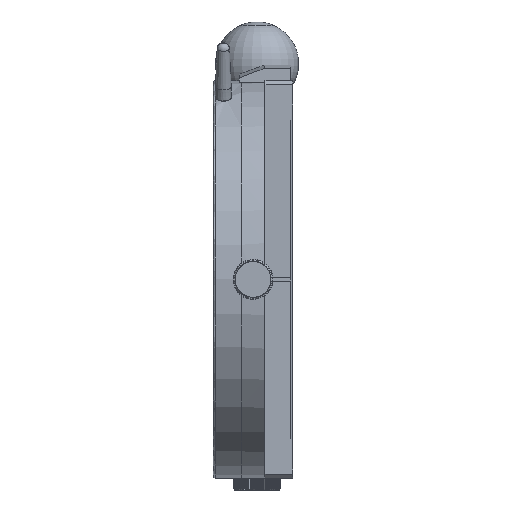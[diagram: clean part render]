
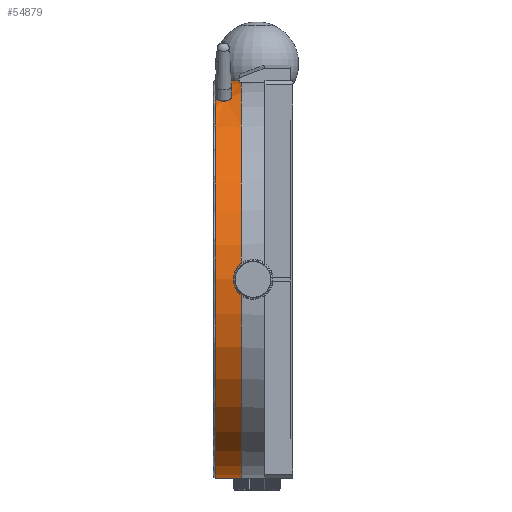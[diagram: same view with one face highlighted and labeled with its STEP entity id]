
A CAD part, left-side view. The second image highlights one B-rep face of the part: STEP entity #54879.
In plain terms, the highlighted cylindrical face has radius 50 mm (diameter 100 mm), a full revolution.
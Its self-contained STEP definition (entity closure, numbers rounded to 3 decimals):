
#3623 = CARTESIAN_POINT ( 'NONE',  ( -20.266, 18.293, 45.709 ) ) ;
#4005 = FACE_OUTER_BOUND ( 'NONE', #41575, .T. ) ;
#4495 = DIRECTION ( 'NONE',  ( 0., -1., 0. ) ) ;
#5034 = CARTESIAN_POINT ( 'NONE',  ( -20.266, 18.293, 45.709 ) ) ;
#5554 = CARTESIAN_POINT ( 'NONE',  ( -20.742, 18.679, 45.495 ) ) ;
#7103 = AXIS2_PLACEMENT_3D ( 'NONE', #19090, #4495, #62539 ) ;
#8045 = DIRECTION ( 'NONE',  ( -1., 0., 0. ) ) ;
#9978 = CARTESIAN_POINT ( 'NONE',  ( -20.308, 16.639, 45.69 ) ) ;
#11420 = CARTESIAN_POINT ( 'NONE',  ( -22.207, 17.944, 44.798 ) ) ;
#11886 = CARTESIAN_POINT ( 'NONE',  ( -21.333, 18.742, 45.221 ) ) ;
#11917 = DIRECTION ( 'NONE',  ( 0., 1., 0. ) ) ;
#12838 = CARTESIAN_POINT ( 'NONE',  ( -21.109, 16.241, 45.326 ) ) ;
#13314 = CARTESIAN_POINT ( 'NONE',  ( -22.279, 17.458, 44.762 ) ) ;
#15377 = CARTESIAN_POINT ( 'NONE',  ( 0., 13., 0. ) ) ;
#18202 = VERTEX_POINT ( 'NONE', #40140 ) ;
#19090 = CARTESIAN_POINT ( 'NONE',  ( 0., -50., 0. ) ) ;
#19197 = CARTESIAN_POINT ( 'NONE',  ( -22.172, 16.983, 44.815 ) ) ;
#19662 = CARTESIAN_POINT ( 'NONE',  ( -21.547, 16.322, 45.119 ) ) ;
#24092 = VERTEX_POINT ( 'NONE', #24572 ) ;
#24572 = CARTESIAN_POINT ( 'NONE',  ( -50., 19.5, 0. ) ) ;
#24612 = CARTESIAN_POINT ( 'NONE',  ( -20.171, 18.166, 45.751 ) ) ;
#26021 = CARTESIAN_POINT ( 'NONE',  ( -20.106, 16.984, 45.779 ) ) ;
#27464 = CARTESIAN_POINT ( 'NONE',  ( -21.922, 16.581, 44.938 ) ) ;
#28441 = CARTESIAN_POINT ( 'NONE',  ( -22.25, 17.786, 44.776 ) ) ;
#29056 = ORIENTED_EDGE ( 'NONE', *, *, #78017, .T. ) ;
#31119 = DIRECTION ( 'NONE',  ( -1., 0., 0. ) ) ;
#31911 = CARTESIAN_POINT ( 'NONE',  ( -20.034, 17.215, 45.811 ) ) ;
#33325 = CARTESIAN_POINT ( 'NONE',  ( -19.997, 17.54, 45.827 ) ) ;
#34034 = EDGE_CURVE ( 'NONE', #24092, #24092, #96103, .T. ) ;
#34787 = CARTESIAN_POINT ( 'NONE',  ( -20.266, 18.293, 45.709 ) ) ;
#35269 = CARTESIAN_POINT ( 'NONE',  ( -20.479, 18.525, 45.614 ) ) ;
#35824 = EDGE_LOOP ( 'NONE', ( #76680 ) ) ;
#38774 = CARTESIAN_POINT ( 'NONE',  ( -20.212, 16.767, 45.733 ) ) ;
#39613 = B_SPLINE_CURVE_WITH_KNOTS ( 'NONE', 3,
 ( #3623, #24612, #69013, #54359, #33325, #75818, #31911, #63113, #26021, #38774, #9978, #68546, #86486, #94326, #12838, #87452, #19662, #49432, #27464, #42586, #72349, #19197, #57228, #48950, #13314, #28441, #11420, #50400, #43063, #41136, #86968, #11886, #87936, #48469, #5554, #35269, #42102, #34787 ),
 .UNSPECIFIED., .T., .F.,
 ( 4, 2, 2, 2, 2, 2, 2, 2, 2, 2, 2, 2, 2, 2, 2, 2, 2, 2, 4 ),
 ( 0., 0., 0.001, 0.001, 0.001, 0.002, 0.002, 0.003, 0.003, 0.004, 0.004, 0.004, 0.005, 0.005, 0.006, 0.006, 0.007, 0.007, 0.008 ),
 .UNSPECIFIED. ) ;
#40140 = CARTESIAN_POINT ( 'NONE',  ( -50., 13., 0. ) ) ;
#41136 = CARTESIAN_POINT ( 'NONE',  ( -21.747, 18.569, 45.023 ) ) ;
#41575 = EDGE_LOOP ( 'NONE', ( #29056 ) ) ;
#41998 = FACE_OUTER_BOUND ( 'NONE', #82172, .T. ) ;
#42102 = CARTESIAN_POINT ( 'NONE',  ( -20.362, 18.421, 45.666 ) ) ;
#42586 = CARTESIAN_POINT ( 'NONE',  ( -22.062, 16.77, 44.87 ) ) ;
#43063 = CARTESIAN_POINT ( 'NONE',  ( -21.974, 18.362, 44.913 ) ) ;
#45114 = DIRECTION ( 'NONE',  ( 0., 1., 0. ) ) ;
#45826 = ORIENTED_EDGE ( 'NONE', *, *, #34034, .F. ) ;
#48469 = CARTESIAN_POINT ( 'NONE',  ( -20.888, 18.727, 45.428 ) ) ;
#48950 = CARTESIAN_POINT ( 'NONE',  ( -22.264, 17.293, 44.769 ) ) ;
#49432 = CARTESIAN_POINT ( 'NONE',  ( -21.806, 16.475, 44.995 ) ) ;
#50400 = CARTESIAN_POINT ( 'NONE',  ( -22.069, 18.233, 44.866 ) ) ;
#54359 = CARTESIAN_POINT ( 'NONE',  ( -20.012, 17.707, 45.821 ) ) ;
#54879 = ADVANCED_FACE ( 'NONE', ( #70782, #4005, #41998 ), #78558, .T. ) ;
#56691 = VERTEX_POINT ( 'NONE', #5034 ) ;
#57228 = CARTESIAN_POINT ( 'NONE',  ( -22.2, 17.058, 44.801 ) ) ;
#62539 = DIRECTION ( 'NONE',  ( -1., 0., 0. ) ) ;
#63113 = CARTESIAN_POINT ( 'NONE',  ( -20.077, 17.059, 45.792 ) ) ;
#68376 = EDGE_CURVE ( 'NONE', #56691, #56691, #39613, .T. ) ;
#68546 = CARTESIAN_POINT ( 'NONE',  ( -20.54, 16.43, 45.586 ) ) ;
#69013 = CARTESIAN_POINT ( 'NONE',  ( -20.099, 18.018, 45.783 ) ) ;
#70782 = FACE_BOUND ( 'NONE', #35824, .T. ) ;
#70988 = AXIS2_PLACEMENT_3D ( 'NONE', #15377, #45114, #8045 ) ;
#72349 = CARTESIAN_POINT ( 'NONE',  ( -22.103, 16.839, 44.849 ) ) ;
#72659 = AXIS2_PLACEMENT_3D ( 'NONE', #91113, #11917, #31119 ) ;
#75818 = CARTESIAN_POINT ( 'NONE',  ( -20.019, 17.297, 45.818 ) ) ;
#76680 = ORIENTED_EDGE ( 'NONE', *, *, #68376, .T. ) ;
#78017 = EDGE_CURVE ( 'NONE', #18202, #18202, #88137, .T. ) ;
#78558 = CYLINDRICAL_SURFACE ( 'NONE', #7103, 50. ) ;
#82172 = EDGE_LOOP ( 'NONE', ( #45826 ) ) ;
#86486 = CARTESIAN_POINT ( 'NONE',  ( -20.673, 16.352, 45.526 ) ) ;
#86968 = CARTESIAN_POINT ( 'NONE',  ( -21.614, 18.648, 45.087 ) ) ;
#87452 = CARTESIAN_POINT ( 'NONE',  ( -21.402, 16.273, 45.188 ) ) ;
#87936 = CARTESIAN_POINT ( 'NONE',  ( -21.182, 18.759, 45.292 ) ) ;
#88137 = CIRCLE ( 'NONE', #70988, 50. ) ;
#91113 = CARTESIAN_POINT ( 'NONE',  ( 0., 19.5, 0. ) ) ;
#94326 = CARTESIAN_POINT ( 'NONE',  ( -20.958, 16.257, 45.396 ) ) ;
#96103 = CIRCLE ( 'NONE', #72659, 50. ) ;
